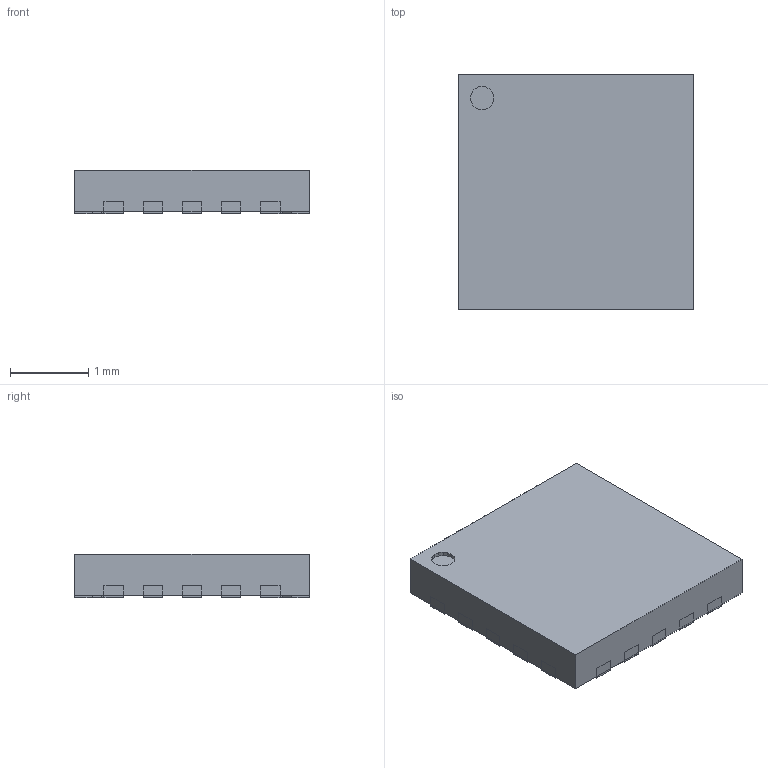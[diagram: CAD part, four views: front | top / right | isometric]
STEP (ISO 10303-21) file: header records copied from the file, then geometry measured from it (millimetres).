
FILE_DESCRIPTION(('3D STEP model of a UFQFPN-20'),'2;1');
FILE_NAME('ufqfpn20.step', '2019-01-15T19:27:43',('fruchti'),(''), 'Open CASCADE STEP processor 7.3','FreeCAD','');
FILE_SCHEMA(('AUTOMOTIVE_DESIGN { 1 0 10303 214 1 1 1 1 }'));
Length unit declared in the file: millimetre
Products named in the file (2): Body; Pads
Bounding box: 3 x 3 x 0.55 mm (x, y, z)
Volume: 5.1 mm3; surface area: 32.8 mm2
Topology: 21 solids, 21 shells, 332 faces, 981 edges, 692 vertices
Faces by surface type: plane 332
Entity records: 26027 total; most frequent: CARTESIAN_POINT 4000, DIRECTION 3577, LINE 2911, VECTOR 2911, ORIENTED_EDGE 1962, PCURVE 1962, DEFINITIONAL_REPRESENTATION 1962, EDGE_CURVE 981
